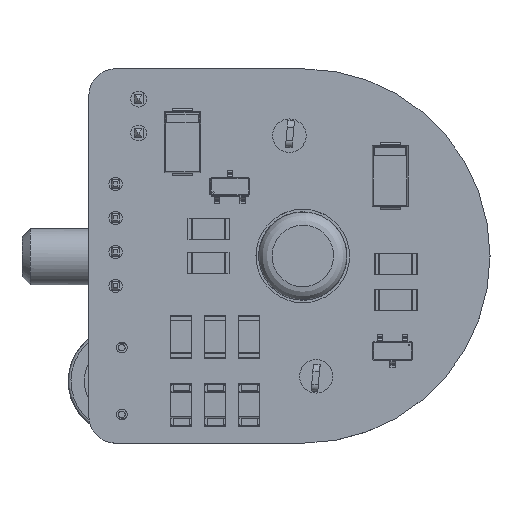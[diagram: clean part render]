
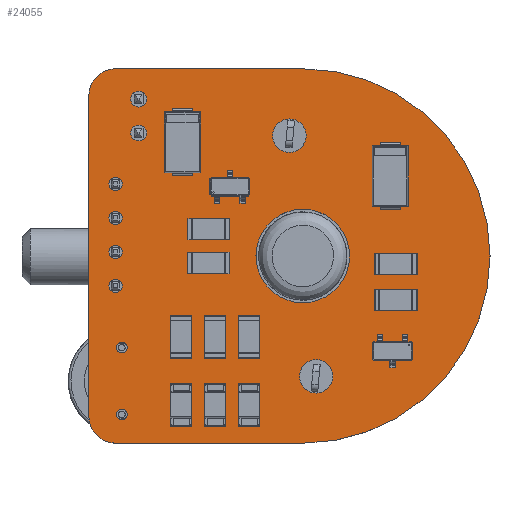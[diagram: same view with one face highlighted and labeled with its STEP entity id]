
A CAD part, top view. The second image highlights one B-rep face of the part: STEP entity #24055.
In plain terms, the highlighted planar face has unit normal (0, 0, 1).
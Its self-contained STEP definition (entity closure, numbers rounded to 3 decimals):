
#23802 = VERTEX_POINT('',#23803);
#23803 = CARTESIAN_POINT('',(1.,14.,1.51));
#23809 = EDGE_CURVE('',#23802,#23810,#23812,.T.);
#23810 = VERTEX_POINT('',#23811);
#23811 = CARTESIAN_POINT('',(1.,-14.,1.51));
#23812 = CIRCLE('',#23813,14.);
#23813 = AXIS2_PLACEMENT_3D('',#23814,#23815,#23816);
#23814 = CARTESIAN_POINT('',(1.,0.,1.51));
#23815 = DIRECTION('',(0.,0.,-1.));
#23816 = DIRECTION('',(0.,1.,0.));
#23844 = VERTEX_POINT('',#23845);
#23845 = CARTESIAN_POINT('',(-13.,14.,1.51));
#23851 = EDGE_CURVE('',#23844,#23802,#23852,.T.);
#23852 = LINE('',#23853,#23854);
#23853 = CARTESIAN_POINT('',(-13.,14.,1.51));
#23854 = VECTOR('',#23855,1.);
#23855 = DIRECTION('',(1.,0.,0.));
#23873 = EDGE_CURVE('',#23810,#23874,#23876,.T.);
#23874 = VERTEX_POINT('',#23875);
#23875 = CARTESIAN_POINT('',(-13.,-14.,1.51));
#23876 = LINE('',#23877,#23878);
#23877 = CARTESIAN_POINT('',(1.,-14.,1.51));
#23878 = VECTOR('',#23879,1.);
#23879 = DIRECTION('',(-1.,0.,0.));
#24055 = ADVANCED_FACE('',(#24056,#24085,#24096,#24107,#24118,#24129,
    #24140,#24151,#24162,#24173,#24184,#24195),#24206,.T.);
#24056 = FACE_BOUND('',#24057,.T.);
#24057 = EDGE_LOOP('',(#24058,#24059,#24060,#24069,#24077,#24084));
#24058 = ORIENTED_EDGE('',*,*,#23809,.F.);
#24059 = ORIENTED_EDGE('',*,*,#23851,.F.);
#24060 = ORIENTED_EDGE('',*,*,#24061,.F.);
#24061 = EDGE_CURVE('',#24062,#23844,#24064,.T.);
#24062 = VERTEX_POINT('',#24063);
#24063 = CARTESIAN_POINT('',(-15.,12.,1.51));
#24064 = CIRCLE('',#24065,2.);
#24065 = AXIS2_PLACEMENT_3D('',#24066,#24067,#24068);
#24066 = CARTESIAN_POINT('',(-13.,12.,1.51));
#24067 = DIRECTION('',(0.,0.,-1.));
#24068 = DIRECTION('',(-1.,0.,-0.));
#24069 = ORIENTED_EDGE('',*,*,#24070,.F.);
#24070 = EDGE_CURVE('',#24071,#24062,#24073,.T.);
#24071 = VERTEX_POINT('',#24072);
#24072 = CARTESIAN_POINT('',(-15.,-12.,1.51));
#24073 = LINE('',#24074,#24075);
#24074 = CARTESIAN_POINT('',(-15.,-12.,1.51));
#24075 = VECTOR('',#24076,1.);
#24076 = DIRECTION('',(0.,1.,0.));
#24077 = ORIENTED_EDGE('',*,*,#24078,.F.);
#24078 = EDGE_CURVE('',#23874,#24071,#24079,.T.);
#24079 = CIRCLE('',#24080,2.);
#24080 = AXIS2_PLACEMENT_3D('',#24081,#24082,#24083);
#24081 = CARTESIAN_POINT('',(-13.,-12.,1.51));
#24082 = DIRECTION('',(0.,0.,-1.));
#24083 = DIRECTION('',(0.,-1.,0.));
#24084 = ORIENTED_EDGE('',*,*,#23873,.F.);
#24085 = FACE_BOUND('',#24086,.T.);
#24086 = EDGE_LOOP('',(#24087));
#24087 = ORIENTED_EDGE('',*,*,#24088,.T.);
#24088 = EDGE_CURVE('',#24089,#24089,#24091,.T.);
#24089 = VERTEX_POINT('',#24090);
#24090 = CARTESIAN_POINT('',(-12.54,-12.252,1.51));
#24091 = CIRCLE('',#24092,0.4);
#24092 = AXIS2_PLACEMENT_3D('',#24093,#24094,#24095);
#24093 = CARTESIAN_POINT('',(-12.54,-11.852,1.51));
#24094 = DIRECTION('',(-0.,0.,-1.));
#24095 = DIRECTION('',(-0.,-1.,0.));
#24096 = FACE_BOUND('',#24097,.T.);
#24097 = EDGE_LOOP('',(#24098));
#24098 = ORIENTED_EDGE('',*,*,#24099,.T.);
#24099 = EDGE_CURVE('',#24100,#24100,#24102,.T.);
#24100 = VERTEX_POINT('',#24101);
#24101 = CARTESIAN_POINT('',(-12.54,-7.252,1.51));
#24102 = CIRCLE('',#24103,0.4);
#24103 = AXIS2_PLACEMENT_3D('',#24104,#24105,#24106);
#24104 = CARTESIAN_POINT('',(-12.54,-6.852,1.51));
#24105 = DIRECTION('',(-0.,0.,-1.));
#24106 = DIRECTION('',(-0.,-1.,0.));
#24107 = FACE_BOUND('',#24108,.T.);
#24108 = EDGE_LOOP('',(#24109));
#24109 = ORIENTED_EDGE('',*,*,#24110,.T.);
#24110 = EDGE_CURVE('',#24111,#24111,#24113,.T.);
#24111 = VERTEX_POINT('',#24112);
#24112 = CARTESIAN_POINT('',(-13.,-2.735,1.51));
#24113 = CIRCLE('',#24114,0.5);
#24114 = AXIS2_PLACEMENT_3D('',#24115,#24116,#24117);
#24115 = CARTESIAN_POINT('',(-13.,-2.235,1.51));
#24116 = DIRECTION('',(-0.,0.,-1.));
#24117 = DIRECTION('',(-0.,-1.,0.));
#24118 = FACE_BOUND('',#24119,.T.);
#24119 = EDGE_LOOP('',(#24120));
#24120 = ORIENTED_EDGE('',*,*,#24121,.T.);
#24121 = EDGE_CURVE('',#24122,#24122,#24124,.T.);
#24122 = VERTEX_POINT('',#24123);
#24123 = CARTESIAN_POINT('',(2.,-10.25,1.51));
#24124 = CIRCLE('',#24125,1.25);
#24125 = AXIS2_PLACEMENT_3D('',#24126,#24127,#24128);
#24126 = CARTESIAN_POINT('',(2.,-9.,1.51));
#24127 = DIRECTION('',(-0.,0.,-1.));
#24128 = DIRECTION('',(-0.,-1.,0.));
#24129 = FACE_BOUND('',#24130,.T.);
#24130 = EDGE_LOOP('',(#24131));
#24131 = ORIENTED_EDGE('',*,*,#24132,.F.);
#24132 = EDGE_CURVE('',#24133,#24133,#24135,.T.);
#24133 = VERTEX_POINT('',#24134);
#24134 = CARTESIAN_POINT('',(4.5,0.,1.51));
#24135 = CIRCLE('',#24136,3.5);
#24136 = AXIS2_PLACEMENT_3D('',#24137,#24138,#24139);
#24137 = CARTESIAN_POINT('',(1.,0.,1.51));
#24138 = DIRECTION('',(0.,0.,1.));
#24139 = DIRECTION('',(1.,0.,-0.));
#24140 = FACE_BOUND('',#24141,.T.);
#24141 = EDGE_LOOP('',(#24142));
#24142 = ORIENTED_EDGE('',*,*,#24143,.T.);
#24143 = EDGE_CURVE('',#24144,#24144,#24146,.T.);
#24144 = VERTEX_POINT('',#24145);
#24145 = CARTESIAN_POINT('',(-13.,-0.195,1.51));
#24146 = CIRCLE('',#24147,0.5);
#24147 = AXIS2_PLACEMENT_3D('',#24148,#24149,#24150);
#24148 = CARTESIAN_POINT('',(-13.,0.305,1.51));
#24149 = DIRECTION('',(-0.,0.,-1.));
#24150 = DIRECTION('',(-0.,-1.,0.));
#24151 = FACE_BOUND('',#24152,.T.);
#24152 = EDGE_LOOP('',(#24153));
#24153 = ORIENTED_EDGE('',*,*,#24154,.T.);
#24154 = EDGE_CURVE('',#24155,#24155,#24157,.T.);
#24155 = VERTEX_POINT('',#24156);
#24156 = CARTESIAN_POINT('',(-13.,2.345,1.51));
#24157 = CIRCLE('',#24158,0.5);
#24158 = AXIS2_PLACEMENT_3D('',#24159,#24160,#24161);
#24159 = CARTESIAN_POINT('',(-13.,2.845,1.51));
#24160 = DIRECTION('',(-0.,0.,-1.));
#24161 = DIRECTION('',(-0.,-1.,0.));
#24162 = FACE_BOUND('',#24163,.T.);
#24163 = EDGE_LOOP('',(#24164));
#24164 = ORIENTED_EDGE('',*,*,#24165,.T.);
#24165 = EDGE_CURVE('',#24166,#24166,#24168,.T.);
#24166 = VERTEX_POINT('',#24167);
#24167 = CARTESIAN_POINT('',(-13.,4.885,1.51));
#24168 = CIRCLE('',#24169,0.5);
#24169 = AXIS2_PLACEMENT_3D('',#24170,#24171,#24172);
#24170 = CARTESIAN_POINT('',(-13.,5.385,1.51));
#24171 = DIRECTION('',(-0.,0.,-1.));
#24172 = DIRECTION('',(-0.,-1.,0.));
#24173 = FACE_BOUND('',#24174,.T.);
#24174 = EDGE_LOOP('',(#24175));
#24175 = ORIENTED_EDGE('',*,*,#24176,.T.);
#24176 = EDGE_CURVE('',#24177,#24177,#24179,.T.);
#24177 = VERTEX_POINT('',#24178);
#24178 = CARTESIAN_POINT('',(-11.27,8.6,1.51));
#24179 = CIRCLE('',#24180,0.595);
#24180 = AXIS2_PLACEMENT_3D('',#24181,#24182,#24183);
#24181 = CARTESIAN_POINT('',(-11.27,9.195,1.51));
#24182 = DIRECTION('',(-0.,0.,-1.));
#24183 = DIRECTION('',(0.,-1.,0.));
#24184 = FACE_BOUND('',#24185,.T.);
#24185 = EDGE_LOOP('',(#24186));
#24186 = ORIENTED_EDGE('',*,*,#24187,.T.);
#24187 = EDGE_CURVE('',#24188,#24188,#24190,.T.);
#24188 = VERTEX_POINT('',#24189);
#24189 = CARTESIAN_POINT('',(-11.27,11.14,1.51));
#24190 = CIRCLE('',#24191,0.595);
#24191 = AXIS2_PLACEMENT_3D('',#24192,#24193,#24194);
#24192 = CARTESIAN_POINT('',(-11.27,11.735,1.51));
#24193 = DIRECTION('',(-0.,0.,-1.));
#24194 = DIRECTION('',(0.,-1.,0.));
#24195 = FACE_BOUND('',#24196,.T.);
#24196 = EDGE_LOOP('',(#24197));
#24197 = ORIENTED_EDGE('',*,*,#24198,.T.);
#24198 = EDGE_CURVE('',#24199,#24199,#24201,.T.);
#24199 = VERTEX_POINT('',#24200);
#24200 = CARTESIAN_POINT('',(0.,7.75,1.51));
#24201 = CIRCLE('',#24202,1.25);
#24202 = AXIS2_PLACEMENT_3D('',#24203,#24204,#24205);
#24203 = CARTESIAN_POINT('',(0.,9.,1.51));
#24204 = DIRECTION('',(-0.,0.,-1.));
#24205 = DIRECTION('',(0.,-1.,-0.));
#24206 = PLANE('',#24207);
#24207 = AXIS2_PLACEMENT_3D('',#24208,#24209,#24210);
#24208 = CARTESIAN_POINT('',(0.,0.,1.51));
#24209 = DIRECTION('',(0.,0.,1.));
#24210 = DIRECTION('',(1.,0.,-0.));
